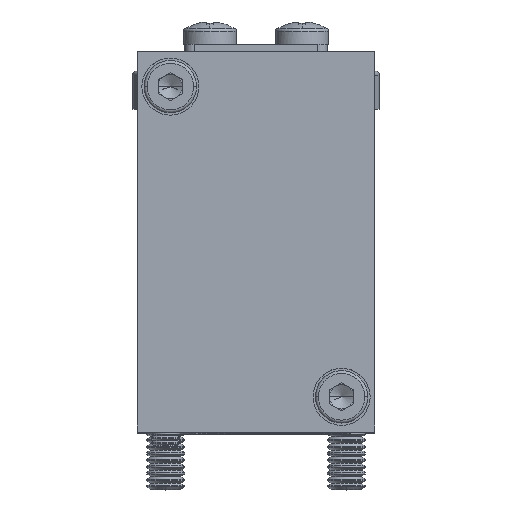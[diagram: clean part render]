
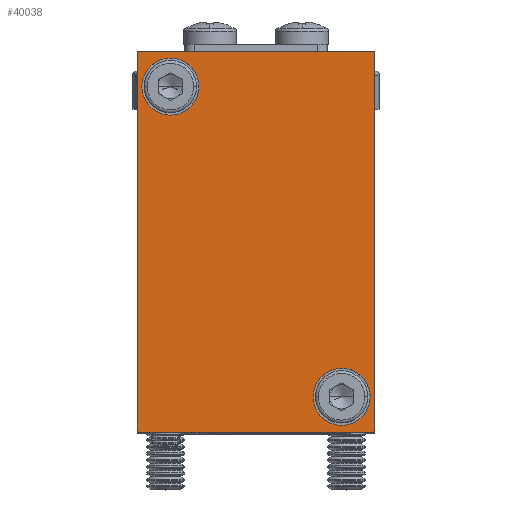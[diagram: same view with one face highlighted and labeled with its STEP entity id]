
A CAD part, top view. The second image highlights one B-rep face of the part: STEP entity #40038.
In plain terms, the highlighted planar face has unit normal (0, 0, 1).
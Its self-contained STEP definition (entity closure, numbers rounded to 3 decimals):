
#1625 = DIRECTION ( 'NONE',  ( 1., 0., 0. ) ) ;
#5042 = CIRCLE ( 'NONE', #59529, 3. ) ;
#5245 = EDGE_CURVE ( 'NONE', #27978, #25228, #51858, .T. ) ;
#5321 = ORIENTED_EDGE ( 'NONE', *, *, #10159, .F. ) ;
#6282 = CARTESIAN_POINT ( 'NONE',  ( 24.5, 3.7, 84. ) ) ;
#6499 = DIRECTION ( 'NONE',  ( 0., 0., -1. ) ) ;
#8139 = CARTESIAN_POINT ( 'NONE',  ( 3.5, 36.3, 84. ) ) ;
#9090 = DIRECTION ( 'NONE',  ( -1., 0., 0. ) ) ;
#9340 = AXIS2_PLACEMENT_3D ( 'NONE', #23488, #66433, #29659 ) ;
#9497 = FACE_BOUND ( 'NONE', #77768, .T. ) ;
#10159 = EDGE_CURVE ( 'NONE', #25228, #27978, #54343, .T. ) ;
#10500 = LINE ( 'NONE', #14698, #73901 ) ;
#11386 = VECTOR ( 'NONE', #65223, 1000. ) ;
#14293 = DIRECTION ( 'NONE',  ( 1., 0., 0. ) ) ;
#14698 = CARTESIAN_POINT ( 'NONE',  ( 0., 40., 84. ) ) ;
#15133 = VECTOR ( 'NONE', #30977, 1000. ) ;
#16325 = VERTEX_POINT ( 'NONE', #37326 ) ;
#18491 = VERTEX_POINT ( 'NONE', #72472 ) ;
#18908 = VERTEX_POINT ( 'NONE', #76287 ) ;
#19061 = DIRECTION ( 'NONE',  ( -1., 0., 0. ) ) ;
#19638 = AXIS2_PLACEMENT_3D ( 'NONE', #75189, #38300, #1625 ) ;
#19861 = VERTEX_POINT ( 'NONE', #37654 ) ;
#20357 = AXIS2_PLACEMENT_3D ( 'NONE', #55855, #6499, #19061 ) ;
#20405 = VERTEX_POINT ( 'NONE', #63094 ) ;
#21757 = ORIENTED_EDGE ( 'NONE', *, *, #47940, .F. ) ;
#22439 = EDGE_LOOP ( 'NONE', ( #5321, #22783 ) ) ;
#22783 = ORIENTED_EDGE ( 'NONE', *, *, #5245, .F. ) ;
#23488 = CARTESIAN_POINT ( 'NONE',  ( 3.5, 36.3, 84. ) ) ;
#25228 = VERTEX_POINT ( 'NONE', #6282 ) ;
#27153 = CARTESIAN_POINT ( 'NONE',  ( 18.5, 3.7, 84. ) ) ;
#27978 = VERTEX_POINT ( 'NONE', #27153 ) ;
#28721 = CARTESIAN_POINT ( 'NONE',  ( 0., 0., 84. ) ) ;
#28793 = ORIENTED_EDGE ( 'NONE', *, *, #61183, .T. ) ;
#29659 = DIRECTION ( 'NONE',  ( 1., 0., 0. ) ) ;
#29734 = ORIENTED_EDGE ( 'NONE', *, *, #79629, .T. ) ;
#30977 = DIRECTION ( 'NONE',  ( 1., 0., 0. ) ) ;
#35099 = CARTESIAN_POINT ( 'NONE',  ( 21.5, 3.7, 84. ) ) ;
#37326 = CARTESIAN_POINT ( 'NONE',  ( 0., 0., 84. ) ) ;
#37654 = CARTESIAN_POINT ( 'NONE',  ( 6.5, 36.3, 84. ) ) ;
#38300 = DIRECTION ( 'NONE',  ( 0., 0., 1. ) ) ;
#39293 = LINE ( 'NONE', #28721, #53720 ) ;
#39311 = ORIENTED_EDGE ( 'NONE', *, *, #61617, .T. ) ;
#40038 = ADVANCED_FACE ( 'NONE', ( #9497, #40165, #56545 ), #49671, .F. ) ;
#40165 = FACE_BOUND ( 'NONE', #22439, .T. ) ;
#41287 = DIRECTION ( 'NONE',  ( 1., 0., 0. ) ) ;
#45615 = CARTESIAN_POINT ( 'NONE',  ( 25., 0., 84. ) ) ;
#46488 = EDGE_CURVE ( 'NONE', #16325, #76468, #62205, .T. ) ;
#47642 = ORIENTED_EDGE ( 'NONE', *, *, #59965, .F. ) ;
#47940 = EDGE_CURVE ( 'NONE', #19861, #18908, #75413, .T. ) ;
#49671 = PLANE ( 'NONE',  #20357 ) ;
#51034 = DIRECTION ( 'NONE',  ( 0., 0., 1. ) ) ;
#51858 = CIRCLE ( 'NONE', #77944, 3. ) ;
#53400 = DIRECTION ( 'NONE',  ( 0., -1., 0. ) ) ;
#53479 = ORIENTED_EDGE ( 'NONE', *, *, #46488, .T. ) ;
#53720 = VECTOR ( 'NONE', #53400, 1000. ) ;
#54343 = CIRCLE ( 'NONE', #19638, 3. ) ;
#55566 = EDGE_LOOP ( 'NONE', ( #28793, #53479, #29734, #39311 ) ) ;
#55855 = CARTESIAN_POINT ( 'NONE',  ( 0., 40., 84. ) ) ;
#56545 = FACE_OUTER_BOUND ( 'NONE', #55566, .T. ) ;
#58804 = CARTESIAN_POINT ( 'NONE',  ( 25., 0., 84. ) ) ;
#59529 = AXIS2_PLACEMENT_3D ( 'NONE', #8139, #51034, #14293 ) ;
#59965 = EDGE_CURVE ( 'NONE', #18908, #19861, #5042, .T. ) ;
#60350 = LINE ( 'NONE', #58804, #11386 ) ;
#61183 = EDGE_CURVE ( 'NONE', #18491, #16325, #39293, .T. ) ;
#61617 = EDGE_CURVE ( 'NONE', #20405, #18491, #10500, .T. ) ;
#62205 = LINE ( 'NONE', #67784, #15133 ) ;
#63094 = CARTESIAN_POINT ( 'NONE',  ( 25., 40., 84. ) ) ;
#65223 = DIRECTION ( 'NONE',  ( 0., 1., 0. ) ) ;
#66433 = DIRECTION ( 'NONE',  ( 0., 0., 1. ) ) ;
#67784 = CARTESIAN_POINT ( 'NONE',  ( 0., 0., 84. ) ) ;
#72472 = CARTESIAN_POINT ( 'NONE',  ( 0., 40., 84. ) ) ;
#73901 = VECTOR ( 'NONE', #9090, 1000. ) ;
#75189 = CARTESIAN_POINT ( 'NONE',  ( 21.5, 3.7, 84. ) ) ;
#75413 = CIRCLE ( 'NONE', #9340, 3. ) ;
#76287 = CARTESIAN_POINT ( 'NONE',  ( 0.5, 36.3, 84. ) ) ;
#76468 = VERTEX_POINT ( 'NONE', #45615 ) ;
#77768 = EDGE_LOOP ( 'NONE', ( #21757, #47642 ) ) ;
#77944 = AXIS2_PLACEMENT_3D ( 'NONE', #35099, #78131, #41287 ) ;
#78131 = DIRECTION ( 'NONE',  ( 0., 0., 1. ) ) ;
#79629 = EDGE_CURVE ( 'NONE', #76468, #20405, #60350, .T. ) ;
